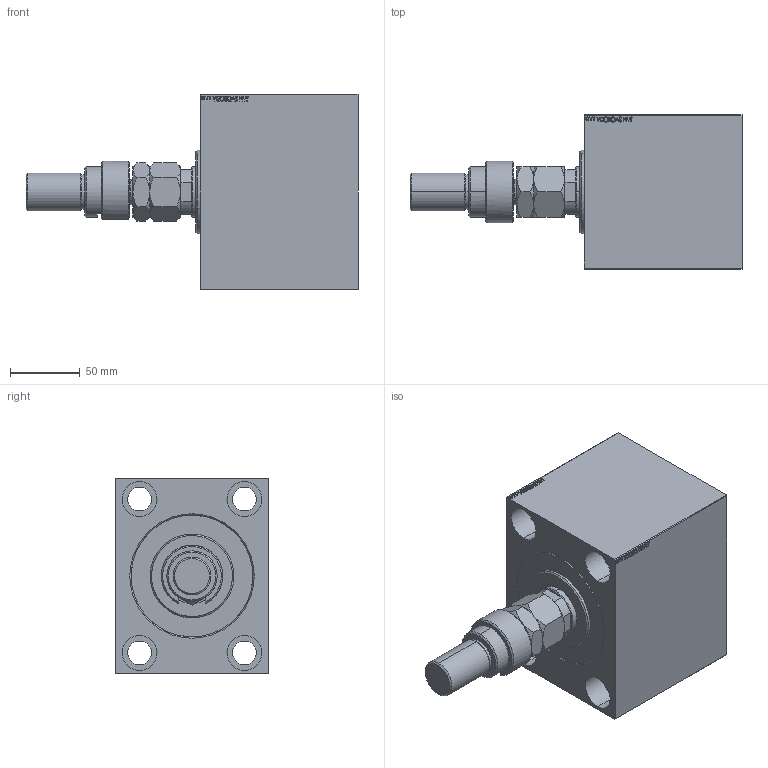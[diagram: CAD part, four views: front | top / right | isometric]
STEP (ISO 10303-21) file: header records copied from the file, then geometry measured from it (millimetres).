
FILE_DESCRIPTION (( 'STEP AP203' ), '1' );
FILE_NAME ('46db.STEP', '2022-04-17T04:48:32', ( '' ), ( '' ), 'SwSTEP 2.0', 'SolidWorks 2019', '' );
FILE_SCHEMA (( 'CONFIG_CONTROL_DESIGN' ));
Length unit declared in the file: millimetre
Products named in the file (7): V450CM_C_VCP d6ef240edf9e96eaaecca8d0503a1797; V450CM_VC_B d6ef240edf9e96eaaecca8d0503a1797; MFA d6ef240edf9e96eaaecca8d0503a1797; FEMALE_PART_FOR_DFA d6ef240edf9e96eaaecca8d0503a1797; DFA d6ef240edf9e96eaaecca8d0503a1797; V450CM_C_Body d6ef240edf9e96eaaecca8d0503a1797; 46db
Assembly tree (6 placements, depth 3):
  46db
    V450CM_C_Body d6ef240edf9e96eaaecca8d0503a1797
    V450CM_C_VCP d6ef240edf9e96eaaecca8d0503a1797
    V450CM_VC_B d6ef240edf9e96eaaecca8d0503a1797
    DFA d6ef240edf9e96eaaecca8d0503a1797
      FEMALE_PART_FOR_DFA d6ef240edf9e96eaaecca8d0503a1797
      MFA d6ef240edf9e96eaaecca8d0503a1797
Bounding box: 237.5 x 110 x 140 mm (x, y, z)
Volume: 1612600.3 mm3; surface area: 190400.8 mm2
Topology: 5 solids, 5 shells, 948 faces, 2404 edges, 1577 vertices
Faces by surface type: plane 439, bspline 380, cylinder 71, cone 54, torus 4
Entity records: 46909 total; most frequent: CARTESIAN_POINT 25839, ORIENTED_EDGE 4804, DIRECTION 2954, EDGE_CURVE 2402, VERTEX_POINT 1577, LINE 1362, VECTOR 1362, EDGE_LOOP 1075
